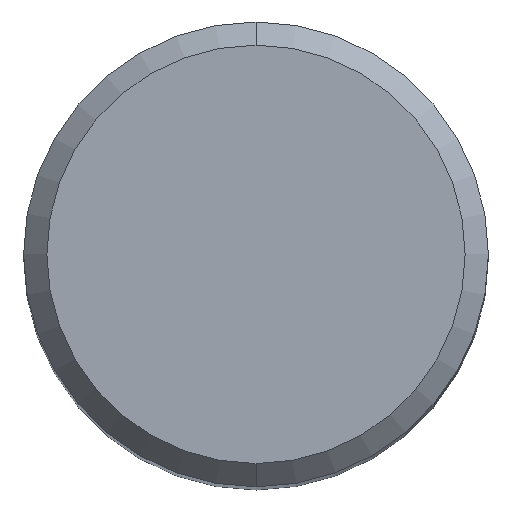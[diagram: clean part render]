
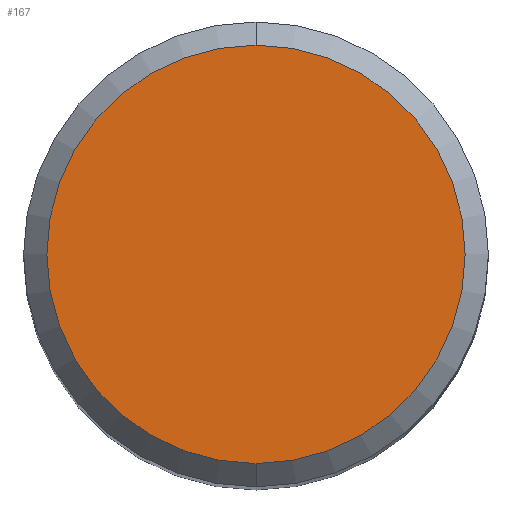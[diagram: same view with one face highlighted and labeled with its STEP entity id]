
A CAD part, top view. The second image highlights one B-rep face of the part: STEP entity #167.
In plain terms, the highlighted planar face has unit normal (0, 0, 1).
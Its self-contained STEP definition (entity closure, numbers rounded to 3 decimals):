
#147=VERTEX_POINT('',#302);
#157=VERTEX_POINT('',#312);
#161=EDGE_CURVE('',#157,#147,#317,.T.);
#167=ADVANCED_FACE('',(#323),#324,.T.);
#187=EDGE_CURVE('',#147,#157,#348,.T.);
#302=CARTESIAN_POINT('',(0.,-4.5,0.0));
#312=CARTESIAN_POINT('',(0.0,4.5,0.0));
#317=CIRCLE('',#505,4.5);
#323=FACE_OUTER_BOUND('',#515,.T.);
#324=PLANE('',#516);
#348=CIRCLE('',#545,4.5);
#505=AXIS2_PLACEMENT_3D('',#678,#679,#680);
#515=EDGE_LOOP('',(#684,#685));
#516=AXIS2_PLACEMENT_3D('',#686,#687,#688);
#545=AXIS2_PLACEMENT_3D('',#728,#729,#730);
#678=CARTESIAN_POINT('',(0.0,0.0,0.0));
#679=DIRECTION('',(0.0,0.0,-1.0));
#680=DIRECTION('',(0.0,1.0,0.0));
#684=ORIENTED_EDGE('',*,*,#161,.F.);
#685=ORIENTED_EDGE('',*,*,#187,.F.);
#686=CARTESIAN_POINT('',(0.0,2.25,0.0));
#687=DIRECTION('',(-0.0,0.0,1.0));
#688=DIRECTION('',(0.0,-1.0,0.0));
#728=CARTESIAN_POINT('',(0.0,0.0,0.0));
#729=DIRECTION('',(0.0,0.0,-1.0));
#730=DIRECTION('',(0.0,1.0,0.0));
